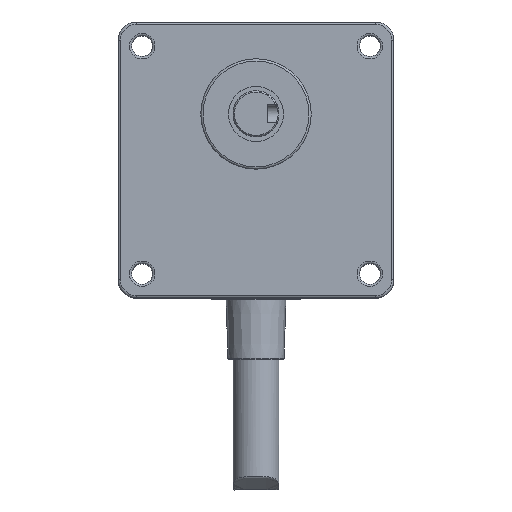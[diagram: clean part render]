
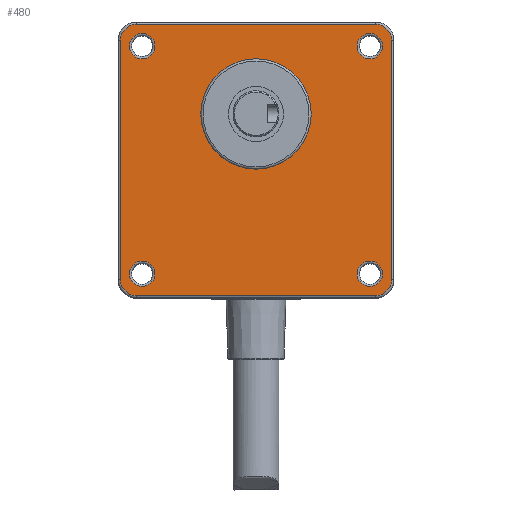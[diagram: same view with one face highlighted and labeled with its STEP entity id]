
A CAD part, top view. The second image highlights one B-rep face of the part: STEP entity #480.
In plain terms, the highlighted planar face has unit normal (0, 0, 1).
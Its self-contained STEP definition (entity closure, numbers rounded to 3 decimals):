
#480 = ADVANCED_FACE( '', ( #1368, #1369, #1370, #1371, #1372, #1373 ), #1374, .T. );
#1368 = FACE_BOUND( '', #2637, .T. );
#1369 = FACE_BOUND( '', #2638, .T. );
#1370 = FACE_BOUND( '', #2639, .T. );
#1371 = FACE_BOUND( '', #2640, .T. );
#1372 = FACE_BOUND( '', #2641, .T. );
#1373 = FACE_OUTER_BOUND( '', #2642, .T. );
#1374 = PLANE( '', #2643 );
#2637 = EDGE_LOOP( '', ( #4263 ) );
#2638 = EDGE_LOOP( '', ( #4264 ) );
#2639 = EDGE_LOOP( '', ( #4265 ) );
#2640 = EDGE_LOOP( '', ( #4266 ) );
#2641 = EDGE_LOOP( '', ( #4267 ) );
#2642 = EDGE_LOOP( '', ( #4268, #4269, #4270, #4271, #4272, #4273, #4274, #4275 ) );
#2643 = AXIS2_PLACEMENT_3D( '', #4276, #4277, #4278 );
#4263 = ORIENTED_EDGE( '', *, *, #5878, .F. );
#4264 = ORIENTED_EDGE( '', *, *, #5879, .T. );
#4265 = ORIENTED_EDGE( '', *, *, #5880, .T. );
#4266 = ORIENTED_EDGE( '', *, *, #5881, .T. );
#4267 = ORIENTED_EDGE( '', *, *, #5882, .T. );
#4268 = ORIENTED_EDGE( '', *, *, #5883, .T. );
#4269 = ORIENTED_EDGE( '', *, *, #5884, .T. );
#4270 = ORIENTED_EDGE( '', *, *, #5885, .T. );
#4271 = ORIENTED_EDGE( '', *, *, #5862, .T. );
#4272 = ORIENTED_EDGE( '', *, *, #5886, .T. );
#4273 = ORIENTED_EDGE( '', *, *, #5887, .T. );
#4274 = ORIENTED_EDGE( '', *, *, #5888, .T. );
#4275 = ORIENTED_EDGE( '', *, *, #5872, .T. );
#4276 = CARTESIAN_POINT( '', ( -25.998, 25.998, 48. ) );
#4277 = DIRECTION( '', ( 0., 0., 1. ) );
#4278 = DIRECTION( '', ( 1., 0., 0. ) );
#5862 = EDGE_CURVE( '', #6251, #6249, #6252, .T. );
#5872 = EDGE_CURVE( '', #6261, #6265, #6267, .T. );
#5878 = EDGE_CURVE( '', #6275, #6275, #6276, .T. );
#5879 = EDGE_CURVE( '', #6277, #6277, #6278, .F. );
#5880 = EDGE_CURVE( '', #6279, #6279, #6280, .F. );
#5881 = EDGE_CURVE( '', #6281, #6281, #6282, .F. );
#5882 = EDGE_CURVE( '', #6283, #6283, #6284, .F. );
#5883 = EDGE_CURVE( '', #6265, #6285, #6286, .T. );
#5884 = EDGE_CURVE( '', #6285, #6287, #6288, .T. );
#5885 = EDGE_CURVE( '', #6287, #6251, #6289, .T. );
#5886 = EDGE_CURVE( '', #6249, #6290, #6291, .T. );
#5887 = EDGE_CURVE( '', #6290, #6292, #6293, .T. );
#5888 = EDGE_CURVE( '', #6292, #6261, #6294, .T. );
#6249 = VERTEX_POINT( '', #6757 );
#6251 = VERTEX_POINT( '', #6759 );
#6252 = LINE( '', #6760, #6761 );
#6261 = VERTEX_POINT( '', #6771 );
#6265 = VERTEX_POINT( '', #6776 );
#6267 = LINE( '', #6778, #6779 );
#6275 = VERTEX_POINT( '', #6787 );
#6276 = CIRCLE( '', #6788, 12. );
#6277 = VERTEX_POINT( '', #6789 );
#6278 = CIRCLE( '', #6790, 2.75 );
#6279 = VERTEX_POINT( '', #6791 );
#6280 = CIRCLE( '', #6792, 2.75 );
#6281 = VERTEX_POINT( '', #6793 );
#6282 = CIRCLE( '', #6794, 2.75 );
#6283 = VERTEX_POINT( '', #6795 );
#6284 = CIRCLE( '', #6796, 2.75 );
#6285 = VERTEX_POINT( '', #6797 );
#6286 = CIRCLE( '', #6798, 3.5 );
#6287 = VERTEX_POINT( '', #6799 );
#6288 = LINE( '', #6800, #6801 );
#6289 = CIRCLE( '', #6802, 3.5 );
#6290 = VERTEX_POINT( '', #6803 );
#6291 = CIRCLE( '', #6804, 3.5 );
#6292 = VERTEX_POINT( '', #6805 );
#6293 = LINE( '', #6806, #6807 );
#6294 = CIRCLE( '', #6808, 3.5 );
#6757 = CARTESIAN_POINT( '', ( -29.498, -25.998, 48. ) );
#6759 = CARTESIAN_POINT( '', ( -29.498, 25.998, 48. ) );
#6760 = CARTESIAN_POINT( '', ( -29.498, -25.998, 48. ) );
#6761 = VECTOR( '', #7395, 1000. );
#6771 = CARTESIAN_POINT( '', ( 29.498, -25.998, 48. ) );
#6776 = CARTESIAN_POINT( '', ( 29.498, 25.998, 48. ) );
#6778 = CARTESIAN_POINT( '', ( 29.498, 25.998, 48. ) );
#6779 = VECTOR( '', #7410, 1000. );
#6787 = CARTESIAN_POINT( '', ( 12., 10., 48. ) );
#6788 = AXIS2_PLACEMENT_3D( '', #7417, #7418, #7419 );
#6789 = CARTESIAN_POINT( '', ( -21.999, -24.749, 48. ) );
#6790 = AXIS2_PLACEMENT_3D( '', #7420, #7421, #7422 );
#6791 = CARTESIAN_POINT( '', ( -21.999, 24.749, 48. ) );
#6792 = AXIS2_PLACEMENT_3D( '', #7423, #7424, #7425 );
#6793 = CARTESIAN_POINT( '', ( 27.499, 24.749, 48. ) );
#6794 = AXIS2_PLACEMENT_3D( '', #7426, #7427, #7428 );
#6795 = CARTESIAN_POINT( '', ( 27.499, -24.749, 48. ) );
#6796 = AXIS2_PLACEMENT_3D( '', #7429, #7430, #7431 );
#6797 = CARTESIAN_POINT( '', ( 25.998, 29.498, 48. ) );
#6798 = AXIS2_PLACEMENT_3D( '', #7432, #7433, #7434 );
#6799 = CARTESIAN_POINT( '', ( -25.998, 29.498, 48. ) );
#6800 = CARTESIAN_POINT( '', ( -25.998, 29.498, 48. ) );
#6801 = VECTOR( '', #7435, 1000. );
#6802 = AXIS2_PLACEMENT_3D( '', #7436, #7437, #7438 );
#6803 = CARTESIAN_POINT( '', ( -25.998, -29.498, 48. ) );
#6804 = AXIS2_PLACEMENT_3D( '', #7439, #7440, #7441 );
#6805 = CARTESIAN_POINT( '', ( 25.998, -29.498, 48. ) );
#6806 = CARTESIAN_POINT( '', ( 25.998, -29.498, 48. ) );
#6807 = VECTOR( '', #7442, 1000. );
#6808 = AXIS2_PLACEMENT_3D( '', #7443, #7444, #7445 );
#7395 = DIRECTION( '', ( 0., -1., 0. ) );
#7410 = DIRECTION( '', ( 0., 1., 0. ) );
#7417 = CARTESIAN_POINT( '', ( 0., 10., 48. ) );
#7418 = DIRECTION( '', ( 0., 0., 1. ) );
#7419 = DIRECTION( '', ( 1., 0., 0. ) );
#7420 = CARTESIAN_POINT( '', ( -24.749, -24.749, 48. ) );
#7421 = DIRECTION( '', ( 0., 0., 1. ) );
#7422 = DIRECTION( '', ( 1., 0., 0. ) );
#7423 = CARTESIAN_POINT( '', ( -24.749, 24.749, 48. ) );
#7424 = DIRECTION( '', ( 0., 0., 1. ) );
#7425 = DIRECTION( '', ( 1., 0., 0. ) );
#7426 = CARTESIAN_POINT( '', ( 24.749, 24.749, 48. ) );
#7427 = DIRECTION( '', ( 0., 0., 1. ) );
#7428 = DIRECTION( '', ( 1., 0., 0. ) );
#7429 = CARTESIAN_POINT( '', ( 24.749, -24.749, 48. ) );
#7430 = DIRECTION( '', ( 0., 0., 1. ) );
#7431 = DIRECTION( '', ( 1., 0., 0. ) );
#7432 = CARTESIAN_POINT( '', ( 25.998, 25.998, 48. ) );
#7433 = DIRECTION( '', ( 0., 0., 1. ) );
#7434 = DIRECTION( '', ( 1., 0., 0. ) );
#7435 = DIRECTION( '', ( -1., 0., 0. ) );
#7436 = CARTESIAN_POINT( '', ( -25.998, 25.998, 48. ) );
#7437 = DIRECTION( '', ( 0., 0., 1. ) );
#7438 = DIRECTION( '', ( 1., 0., 0. ) );
#7439 = CARTESIAN_POINT( '', ( -25.998, -25.998, 48. ) );
#7440 = DIRECTION( '', ( 0., 0., 1. ) );
#7441 = DIRECTION( '', ( 1., 0., 0. ) );
#7442 = DIRECTION( '', ( 1., 0., 0. ) );
#7443 = CARTESIAN_POINT( '', ( 25.998, -25.998, 48. ) );
#7444 = DIRECTION( '', ( 0., 0., 1. ) );
#7445 = DIRECTION( '', ( 1., 0., 0. ) );
